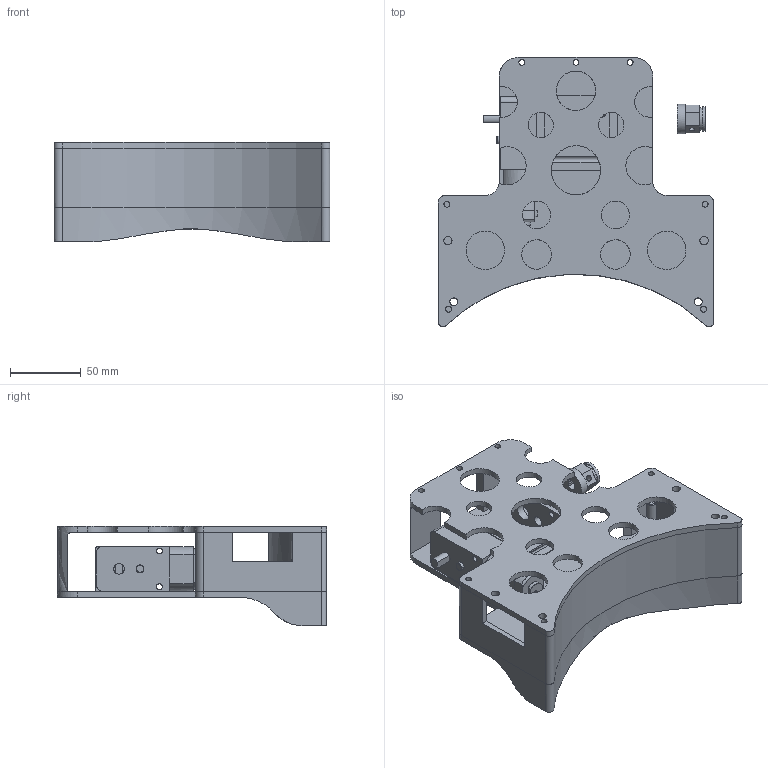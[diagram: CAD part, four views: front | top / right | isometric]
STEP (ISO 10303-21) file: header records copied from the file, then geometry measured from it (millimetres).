
FILE_DESCRIPTION(('FreeCAD Model'),'2;1');
FILE_NAME('Open CASCADE Shape Model','2025-05-02T23:48:05',('FreeCAD'),( 'FreeCAD'),'Open CASCADE STEP processor 7.6','FreeCAD','Unknown');
FILE_SCHEMA(('AUTOMOTIVE_DESIGN { 1 0 10303 214 1 1 1 1 }'));
Length unit declared in the file: millimetre
Products named in the file (1): Open CASCADE STEP translator 7.6 1
Bounding box: 194.37 x 189.54 x 69.77 mm (x, y, z)
Volume: 351186.7 mm3; surface area: 178305.4 mm2
Topology: 5 solids, 69 shells, 263 faces, 816 edges, 625 vertices
Faces by surface type: bspline 263
Entity records: 10307 total; most frequent: CARTESIAN_POINT 5713, ORIENTED_EDGE 1363, EDGE_CURVE 808, VERTEX_POINT 621, B_SPLINE_CURVE_WITH_KNOTS 508, FACE_BOUND 375, EDGE_LOOP 375, ADVANCED_FACE 261
